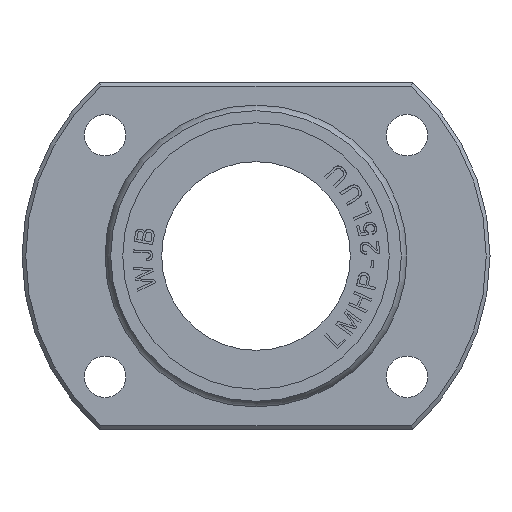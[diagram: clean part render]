
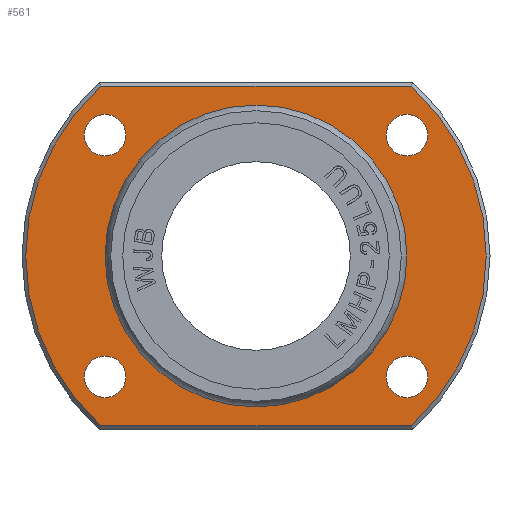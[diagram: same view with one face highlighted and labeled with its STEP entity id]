
A CAD part, left-side view. The second image highlights one B-rep face of the part: STEP entity #561.
In plain terms, the highlighted planar face has unit normal (-1, 0, 0).
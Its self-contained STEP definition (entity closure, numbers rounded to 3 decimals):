
#561=ADVANCED_FACE('',(#1366,#1367,#1368,#1369,#1370,#1371),#962,.T.);
#962=PLANE('',#7273);
#1258=CIRCLE('',#7266,2.75);
#1259=CIRCLE('',#7267,19.564);
#1260=CIRCLE('',#7268,30.5);
#1261=CIRCLE('',#7269,30.5);
#1262=CIRCLE('',#7270,2.75);
#1263=CIRCLE('',#7271,2.75);
#1264=CIRCLE('',#7272,2.75);
#1366=FACE_BOUND('',#1482,.T.);
#1367=FACE_BOUND('',#1483,.T.);
#1368=FACE_BOUND('',#1484,.T.);
#1369=FACE_BOUND('',#1485,.T.);
#1370=FACE_BOUND('',#1486,.T.);
#1371=FACE_BOUND('',#1487,.T.);
#1482=EDGE_LOOP('',(#2668));
#1483=EDGE_LOOP('',(#2669));
#1484=EDGE_LOOP('',(#2670,#2671,#2672,#2673));
#1485=EDGE_LOOP('',(#2674));
#1486=EDGE_LOOP('',(#2675));
#1487=EDGE_LOOP('',(#2676));
#2000=B_SPLINE_CURVE_WITH_KNOTS('',3,(#10776,#10777,#10778,#10779),.UNSPECIFIED.,
 .F.,.F.,(4,4),(0.,1.),.UNSPECIFIED.);
#2001=B_SPLINE_CURVE_WITH_KNOTS('',3,(#10783,#10784,#10785,#10786),.UNSPECIFIED.,
 .F.,.F.,(4,4),(0.,1.),.UNSPECIFIED.);
#2668=ORIENTED_EDGE('',*,*,#5350,.T.);
#2669=ORIENTED_EDGE('',*,*,#5351,.F.);
#2670=ORIENTED_EDGE('',*,*,#5352,.F.);
#2671=ORIENTED_EDGE('',*,*,#5353,.F.);
#2672=ORIENTED_EDGE('',*,*,#5354,.F.);
#2673=ORIENTED_EDGE('',*,*,#5355,.F.);
#2674=ORIENTED_EDGE('',*,*,#5356,.F.);
#2675=ORIENTED_EDGE('',*,*,#5357,.F.);
#2676=ORIENTED_EDGE('',*,*,#5358,.T.);
#4674=VERTEX_POINT('',#10770);
#4675=VERTEX_POINT('',#10772);
#4676=VERTEX_POINT('',#10774);
#4677=VERTEX_POINT('',#10775);
#4678=VERTEX_POINT('',#10780);
#4679=VERTEX_POINT('',#10782);
#4680=VERTEX_POINT('',#10788);
#4681=VERTEX_POINT('',#10790);
#4682=VERTEX_POINT('',#10792);
#5350=EDGE_CURVE('',#4674,#4674,#1258,.T.);
#5351=EDGE_CURVE('',#4675,#4675,#1259,.T.);
#5352=EDGE_CURVE('',#4676,#4677,#1260,.T.);
#5353=EDGE_CURVE('',#4678,#4676,#2000,.T.);
#5354=EDGE_CURVE('',#4679,#4678,#1261,.T.);
#5355=EDGE_CURVE('',#4677,#4679,#2001,.T.);
#5356=EDGE_CURVE('',#4680,#4680,#1262,.T.);
#5357=EDGE_CURVE('',#4681,#4681,#1263,.T.);
#5358=EDGE_CURVE('',#4682,#4682,#1264,.T.);
#7266=AXIS2_PLACEMENT_3D('',#10769,#7907,#7908);
#7267=AXIS2_PLACEMENT_3D('',#10771,#7909,#7910);
#7268=AXIS2_PLACEMENT_3D('',#10773,#7911,#7912);
#7269=AXIS2_PLACEMENT_3D('',#10781,#7913,#7914);
#7270=AXIS2_PLACEMENT_3D('',#10787,#7915,#7916);
#7271=AXIS2_PLACEMENT_3D('',#10789,#7917,#7918);
#7272=AXIS2_PLACEMENT_3D('',#10791,#7919,#7920);
#7273=AXIS2_PLACEMENT_3D('',#10793,#7921,#7922);
#7907=DIRECTION('',(1.,0.,0.));
#7908=DIRECTION('',(0.,0.,1.));
#7909=DIRECTION('',(-1.,0.,0.));
#7910=DIRECTION('',(0.,0.,1.));
#7911=DIRECTION('',(1.,0.,0.));
#7912=DIRECTION('',(0.,0.,-1.));
#7913=DIRECTION('',(1.,0.,0.));
#7914=DIRECTION('',(0.,0.,-1.));
#7915=DIRECTION('',(-1.,0.,0.));
#7916=DIRECTION('',(0.,0.,1.));
#7917=DIRECTION('',(-1.,0.,0.));
#7918=DIRECTION('',(0.,0.,1.));
#7919=DIRECTION('',(1.,0.,0.));
#7920=DIRECTION('',(0.,0.,1.));
#7921=DIRECTION('',(-1.,0.,0.));
#7922=DIRECTION('',(0.,0.,1.));
#10769=CARTESIAN_POINT('',(8.,20.,16.008));
#10770=CARTESIAN_POINT('',(8.,20.,18.758));
#10771=CARTESIAN_POINT('',(8.,0.,0.));
#10772=CARTESIAN_POINT('',(8.,0.,19.564));
#10773=CARTESIAN_POINT('',(8.,0.,0.));
#10774=CARTESIAN_POINT('',(8.,-20.591,22.5));
#10775=CARTESIAN_POINT('',(8.,-20.591,-22.5));
#10776=CARTESIAN_POINT('',(8.,20.591,22.5));
#10777=CARTESIAN_POINT('',(8.,6.864,22.5));
#10778=CARTESIAN_POINT('',(8.,-6.864,22.5));
#10779=CARTESIAN_POINT('',(8.,-20.591,22.5));
#10780=CARTESIAN_POINT('',(8.,20.591,22.5));
#10781=CARTESIAN_POINT('',(8.,0.,0.));
#10782=CARTESIAN_POINT('',(8.,20.591,-22.5));
#10783=CARTESIAN_POINT('',(8.,-20.591,-22.5));
#10784=CARTESIAN_POINT('',(8.,-6.864,-22.5));
#10785=CARTESIAN_POINT('',(8.,6.864,-22.5));
#10786=CARTESIAN_POINT('',(8.,20.591,-22.5));
#10787=CARTESIAN_POINT('',(8.,20.,-16.008));
#10788=CARTESIAN_POINT('',(8.,20.,-13.258));
#10789=CARTESIAN_POINT('',(8.,-20.,16.008));
#10790=CARTESIAN_POINT('',(8.,-20.,18.758));
#10791=CARTESIAN_POINT('',(8.,-20.,-16.008));
#10792=CARTESIAN_POINT('',(8.,-20.,-13.258));
#10793=CARTESIAN_POINT('',(8.,0.,25.282));
